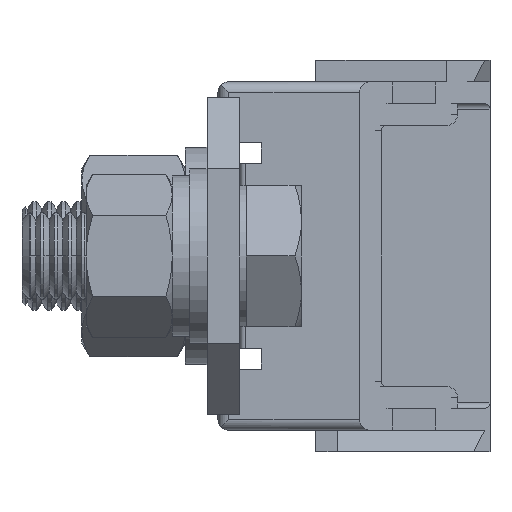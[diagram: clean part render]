
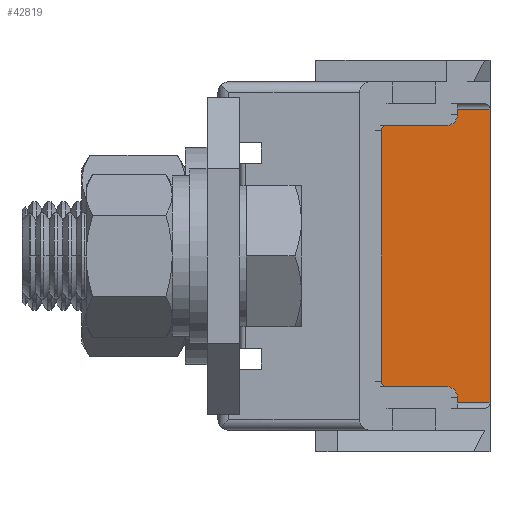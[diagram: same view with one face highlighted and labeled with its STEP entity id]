
A CAD part, left-side view. The second image highlights one B-rep face of the part: STEP entity #42819.
In plain terms, the highlighted face is planar.
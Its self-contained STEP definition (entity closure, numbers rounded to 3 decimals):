
#31786=DIRECTION('',(0.,0.,1.));
#31787=VECTOR('',#31786,16.);
#31788=CARTESIAN_POINT('',(218.17,56.034,-14.));
#31789=LINE('',#31788,#31787);
#31793=DIRECTION('',(-1.,0.,0.));
#31794=VECTOR('',#31793,27.);
#31795=CARTESIAN_POINT('',(218.17,56.034,-14.));
#31796=LINE('',#31795,#31794);
#33420=DIRECTION('',(-1.,0.,0.));
#33421=VECTOR('',#33420,27.);
#33422=CARTESIAN_POINT('',(218.17,56.034,2.));
#33423=LINE('',#33422,#33421);
#33676=DIRECTION('',(0.,0.,-1.));
#33677=VECTOR('',#33676,16.);
#33678=CARTESIAN_POINT('',(191.17,56.034,2.));
#33679=LINE('',#33678,#33677);
#33683=CARTESIAN_POINT('',(191.17,56.034,-14.));
#39623=VERTEX_POINT('',#33683);
#39652=CARTESIAN_POINT('',(218.17,56.034,-14.));
#39653=VERTEX_POINT('',#39652);
#39658=CARTESIAN_POINT('',(218.17,56.034,2.));
#39659=VERTEX_POINT('',#39658);
#39660=CARTESIAN_POINT('',(191.17,56.034,2.));
#39661=VERTEX_POINT('',#39660);
#42805=CARTESIAN_POINT('',(204.67,56.034,-6.));
#42806=DIRECTION('',(0.,-1.,0.));
#42807=DIRECTION('',(0.,0.,-1.));
#42808=AXIS2_PLACEMENT_3D('',#42805,#42806,#42807);
#42809=PLANE('',#42808);
#42810=ORIENTED_EDGE('',*,*,#42791,.F.);
#42812=ORIENTED_EDGE('',*,*,#42811,.T.);
#42814=ORIENTED_EDGE('',*,*,#42813,.F.);
#42816=ORIENTED_EDGE('',*,*,#42815,.F.);
#42817=EDGE_LOOP('',(#42810,#42812,#42814,#42816));
#42818=FACE_OUTER_BOUND('',#42817,.F.);
#42791=EDGE_CURVE('',#39653,#39659,#31789,.T.);
#42811=EDGE_CURVE('',#39653,#39623,#31796,.T.);
#42813=EDGE_CURVE('',#39661,#39623,#33679,.T.);
#42815=EDGE_CURVE('',#39659,#39661,#33423,.T.);
#42819=ADVANCED_FACE('',(#42818),#42809,.T.);
